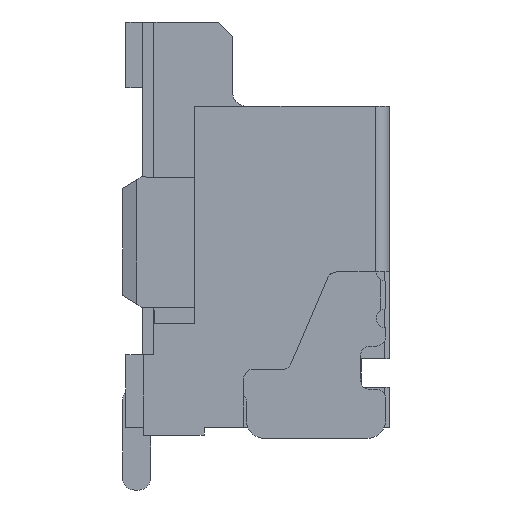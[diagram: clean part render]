
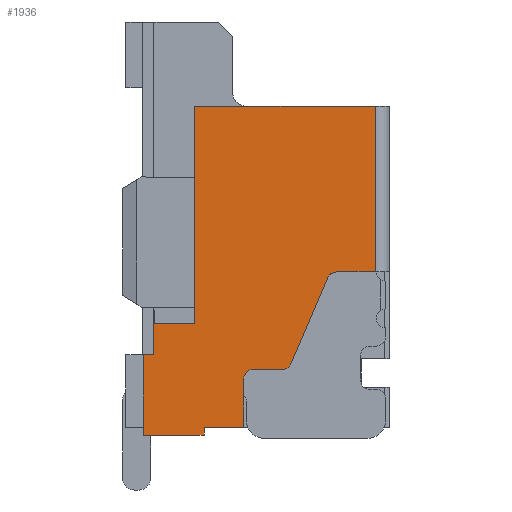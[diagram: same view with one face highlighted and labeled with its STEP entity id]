
A CAD part, left-side view. The second image highlights one B-rep face of the part: STEP entity #1936.
In plain terms, the highlighted planar face has unit normal (-1, 0, 0).
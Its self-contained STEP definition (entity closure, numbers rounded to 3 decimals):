
#198=CARTESIAN_POINT('',(-7.,3.08,0.));
#199=VERTEX_POINT('',#198);
#206=CARTESIAN_POINT('',(-7.,-0.78,0.));
#207=VERTEX_POINT('',#206);
#208=CARTESIAN_POINT('',(-7.,3.08,0.));
#209=DIRECTION('',(0.,-1.,0.));
#210=VECTOR('',#209,3.86);
#211=LINE('',#208,#210);
#212=EDGE_CURVE('',#199,#207,#211,.T.);
#1781=CARTESIAN_POINT('',(-7.,3.08,-4.64));
#1782=VERTEX_POINT('',#1781);
#1789=CARTESIAN_POINT('',(-7.,3.08,-4.64));
#1790=DIRECTION('',(0.,0.,1.));
#1791=VECTOR('',#1790,4.64);
#1792=LINE('',#1789,#1791);
#1793=EDGE_CURVE('',#1782,#199,#1792,.T.);
#1806=CARTESIAN_POINT('',(-7.,1.7,-3.56));
#1807=DIRECTION('',(0.,-1.,0.));
#1808=DIRECTION('',(-1.,0.,0.));
#1809=AXIS2_PLACEMENT_3D('',#1806,#1808,#1807);
#1810=PLANE('',#1809);
#1811=ORIENTED_EDGE('',*,*,#1793,.F.);
#1812=CARTESIAN_POINT('',(-7.,3.95,-4.645));
#1813=VERTEX_POINT('',#1812);
#1814=CARTESIAN_POINT('',(-7.,3.08,-4.64));
#1815=DIRECTION('',(0.,1.,-0.006));
#1816=VECTOR('',#1815,0.87);
#1817=LINE('',#1814,#1816);
#1818=EDGE_CURVE('',#1782,#1813,#1817,.T.);
#1819=ORIENTED_EDGE('',*,*,#1818,.T.);
#1820=CARTESIAN_POINT('',(-7.,3.95,-5.31));
#1821=VERTEX_POINT('',#1820);
#1822=CARTESIAN_POINT('',(-7.,3.95,-4.645));
#1823=DIRECTION('',(0.,0.,-1.));
#1824=VECTOR('',#1823,0.665);
#1825=LINE('',#1822,#1824);
#1826=EDGE_CURVE('',#1813,#1821,#1825,.T.);
#1827=ORIENTED_EDGE('',*,*,#1826,.T.);
#1828=CARTESIAN_POINT('',(-7.,4.18,-5.31));
#1829=VERTEX_POINT('',#1828);
#1830=CARTESIAN_POINT('',(-7.,3.95,-5.31));
#1831=DIRECTION('',(0.,1.,0.));
#1832=VECTOR('',#1831,0.23);
#1833=LINE('',#1830,#1832);
#1834=EDGE_CURVE('',#1821,#1829,#1833,.T.);
#1835=ORIENTED_EDGE('',*,*,#1834,.T.);
#1836=CARTESIAN_POINT('',(-7.,4.18,-7.03));
#1837=VERTEX_POINT('',#1836);
#1838=CARTESIAN_POINT('',(-7.,4.18,-5.31));
#1839=DIRECTION('',(0.,0.,-1.));
#1840=VECTOR('',#1839,1.72);
#1841=LINE('',#1838,#1840);
#1842=EDGE_CURVE('',#1829,#1837,#1841,.T.);
#1843=ORIENTED_EDGE('',*,*,#1842,.T.);
#1844=CARTESIAN_POINT('',(-7.,2.88,-7.03));
#1845=VERTEX_POINT('',#1844);
#1846=CARTESIAN_POINT('',(-7.,4.18,-7.03));
#1847=DIRECTION('',(0.,-1.,0.));
#1848=VECTOR('',#1847,1.3);
#1849=LINE('',#1846,#1848);
#1850=EDGE_CURVE('',#1837,#1845,#1849,.T.);
#1851=ORIENTED_EDGE('',*,*,#1850,.T.);
#1852=CARTESIAN_POINT('',(-7.,2.88,-6.86));
#1853=VERTEX_POINT('',#1852);
#1854=CARTESIAN_POINT('',(-7.,2.88,-7.03));
#1855=DIRECTION('',(0.,0.,1.));
#1856=VECTOR('',#1855,0.17);
#1857=LINE('',#1854,#1856);
#1858=EDGE_CURVE('',#1845,#1853,#1857,.T.);
#1859=ORIENTED_EDGE('',*,*,#1858,.T.);
#1860=CARTESIAN_POINT('',(-7.,2.03,-6.86));
#1861=VERTEX_POINT('',#1860);
#1862=CARTESIAN_POINT('',(-7.,2.88,-6.86));
#1863=DIRECTION('',(0.,-1.,0.));
#1864=VECTOR('',#1863,0.85);
#1865=LINE('',#1862,#1864);
#1866=EDGE_CURVE('',#1853,#1861,#1865,.T.);
#1867=ORIENTED_EDGE('',*,*,#1866,.T.);
#1868=CARTESIAN_POINT('',(-7.,2.03,-5.82));
#1869=VERTEX_POINT('',#1868);
#1870=CARTESIAN_POINT('',(-7.,2.03,-6.86));
#1871=DIRECTION('',(0.,0.,1.));
#1872=VECTOR('',#1871,1.04);
#1873=LINE('',#1870,#1872);
#1874=EDGE_CURVE('',#1861,#1869,#1873,.T.);
#1875=ORIENTED_EDGE('',*,*,#1874,.T.);
#1876=CARTESIAN_POINT('',(-7.,1.83,-5.62));
#1877=VERTEX_POINT('',#1876);
#1878=CARTESIAN_POINT('',(-7.,1.83,-5.82));
#1879=DIRECTION('',(0.,1.,0.));
#1880=DIRECTION('',(1.,0.,0.));
#1881=AXIS2_PLACEMENT_3D('',#1878,#1880,#1879);
#1882=CIRCLE('',#1881,0.2);
#1883=EDGE_CURVE('',#1869,#1877,#1882,.T.);
#1884=ORIENTED_EDGE('',*,*,#1883,.T.);
#1885=CARTESIAN_POINT('',(-7.,1.206,-5.62));
#1886=VERTEX_POINT('',#1885);
#1887=CARTESIAN_POINT('',(-7.,1.83,-5.62));
#1888=DIRECTION('',(0.,-1.,0.));
#1889=VECTOR('',#1888,0.624);
#1890=LINE('',#1887,#1889);
#1891=EDGE_CURVE('',#1877,#1886,#1890,.T.);
#1892=ORIENTED_EDGE('',*,*,#1891,.T.);
#1893=CARTESIAN_POINT('',(-7.,1.023,-5.499));
#1894=VERTEX_POINT('',#1893);
#1895=CARTESIAN_POINT('',(-7.,1.206,-5.42));
#1896=DIRECTION('',(0.,0.,-1.));
#1897=DIRECTION('',(-1.,0.,0.));
#1898=AXIS2_PLACEMENT_3D('',#1895,#1897,#1896);
#1899=CIRCLE('',#1898,0.2);
#1900=EDGE_CURVE('',#1886,#1894,#1899,.T.);
#1901=ORIENTED_EDGE('',*,*,#1900,.T.);
#1902=CARTESIAN_POINT('',(-7.,0.232,-3.661));
#1903=VERTEX_POINT('',#1902);
#1904=CARTESIAN_POINT('',(-7.,1.023,-5.499));
#1905=DIRECTION('',(0.,-0.395,0.919));
#1906=VECTOR('',#1905,2.001);
#1907=LINE('',#1904,#1906);
#1908=EDGE_CURVE('',#1894,#1903,#1907,.T.);
#1909=ORIENTED_EDGE('',*,*,#1908,.T.);
#1910=CARTESIAN_POINT('',(-7.,0.048,-3.54));
#1911=VERTEX_POINT('',#1910);
#1912=CARTESIAN_POINT('',(-7.,0.048,-3.74));
#1913=DIRECTION('',(0.,0.919,0.395));
#1914=DIRECTION('',(1.,0.,0.));
#1915=AXIS2_PLACEMENT_3D('',#1912,#1914,#1913);
#1916=CIRCLE('',#1915,0.2);
#1917=EDGE_CURVE('',#1903,#1911,#1916,.T.);
#1918=ORIENTED_EDGE('',*,*,#1917,.T.);
#1919=CARTESIAN_POINT('',(-7.,-0.78,-3.54));
#1920=VERTEX_POINT('',#1919);
#1921=CARTESIAN_POINT('',(-7.,0.048,-3.54));
#1922=DIRECTION('',(0.,-1.,0.));
#1923=VECTOR('',#1922,0.828);
#1924=LINE('',#1921,#1923);
#1925=EDGE_CURVE('',#1911,#1920,#1924,.T.);
#1926=ORIENTED_EDGE('',*,*,#1925,.T.);
#1927=CARTESIAN_POINT('',(-7.,-0.78,-3.54));
#1928=DIRECTION('',(0.,0.,1.));
#1929=VECTOR('',#1928,3.54);
#1930=LINE('',#1927,#1929);
#1931=EDGE_CURVE('',#1920,#207,#1930,.T.);
#1932=ORIENTED_EDGE('',*,*,#1931,.T.);
#1933=ORIENTED_EDGE('',*,*,#212,.F.);
#1934=EDGE_LOOP('',(#1811,#1819,#1827,#1835,#1843,#1851,#1859,#1867,#1875,#1884,#1892,#1901,#1909,#1918,#1926,#1932,#1933));
#1935=FACE_OUTER_BOUND('',#1934,.T.);
#1936=ADVANCED_FACE('',(#1935),#1810,.T.);
